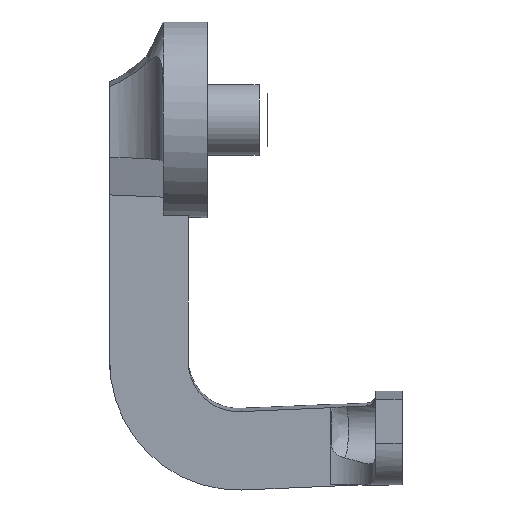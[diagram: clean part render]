
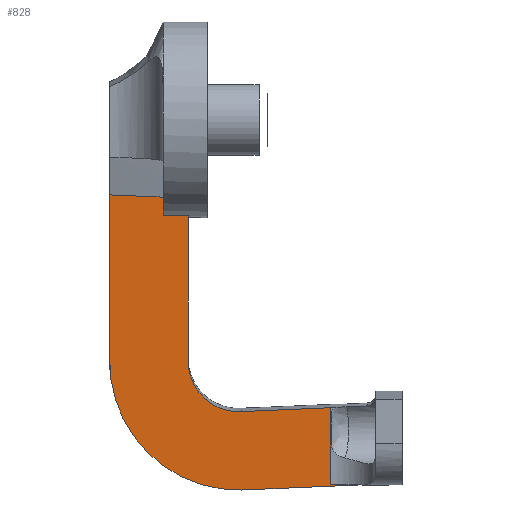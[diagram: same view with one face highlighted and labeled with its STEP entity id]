
A CAD part, top view. The second image highlights one B-rep face of the part: STEP entity #828.
In plain terms, the highlighted planar face has unit normal (0.004, -0.069, 0.998).
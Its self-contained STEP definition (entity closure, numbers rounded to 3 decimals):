
#35=(
BOUNDED_CURVE()
B_SPLINE_CURVE(2,(#1435,#1436,#1437),.UNSPECIFIED.,.F.,.F.)
B_SPLINE_CURVE_WITH_KNOTS((3,3),(0.217,0.5),
 .UNSPECIFIED.)
CURVE()
GEOMETRIC_REPRESENTATION_ITEM()
RATIONAL_B_SPLINE_CURVE((1.,1.,1.))
REPRESENTATION_ITEM('')
);
#74=FACE_OUTER_BOUND('',#120,.T.);
#120=EDGE_LOOP('',(#608,#609,#610,#611,#612,#613,#614,#615,#616,#617,#618));
#192=CIRCLE('',#899,14.519);
#193=CIRCLE('',#900,5.683);
#208=LINE('',#1155,#267);
#227=LINE('',#1442,#286);
#230=LINE('',#1448,#289);
#231=LINE('',#1450,#290);
#232=LINE('',#1454,#291);
#233=LINE('',#1456,#292);
#234=LINE('',#1458,#293);
#235=LINE('',#1460,#294);
#267=VECTOR('',#948,10.);
#286=VECTOR('',#1019,10.);
#289=VECTOR('',#1024,10.);
#290=VECTOR('',#1025,10.);
#291=VECTOR('',#1028,10.);
#292=VECTOR('',#1029,10.);
#293=VECTOR('',#1030,10.);
#294=VECTOR('',#1031,10.);
#326=VERTEX_POINT('',#1153);
#327=VERTEX_POINT('',#1154);
#351=VERTEX_POINT('',#1434);
#352=VERTEX_POINT('',#1441);
#354=VERTEX_POINT('',#1447);
#355=VERTEX_POINT('',#1449);
#356=VERTEX_POINT('',#1451);
#357=VERTEX_POINT('',#1453);
#358=VERTEX_POINT('',#1455);
#359=VERTEX_POINT('',#1457);
#360=VERTEX_POINT('',#1459);
#411=EDGE_CURVE('',#326,#327,#208,.T.);
#448=EDGE_CURVE('',#351,#326,#35,.T.);
#450=EDGE_CURVE('',#352,#351,#227,.T.);
#453=EDGE_CURVE('',#354,#327,#230,.T.);
#454=EDGE_CURVE('',#355,#354,#231,.T.);
#455=EDGE_CURVE('',#356,#355,#192,.T.);
#456=EDGE_CURVE('',#356,#357,#232,.T.);
#457=EDGE_CURVE('',#357,#358,#233,.T.);
#458=EDGE_CURVE('',#359,#358,#234,.T.);
#459=EDGE_CURVE('',#359,#360,#235,.T.);
#460=EDGE_CURVE('',#360,#352,#193,.T.);
#608=ORIENTED_EDGE('',*,*,#448,.T.);
#609=ORIENTED_EDGE('',*,*,#411,.T.);
#610=ORIENTED_EDGE('',*,*,#453,.F.);
#611=ORIENTED_EDGE('',*,*,#454,.F.);
#612=ORIENTED_EDGE('',*,*,#455,.F.);
#613=ORIENTED_EDGE('',*,*,#456,.T.);
#614=ORIENTED_EDGE('',*,*,#457,.T.);
#615=ORIENTED_EDGE('',*,*,#458,.F.);
#616=ORIENTED_EDGE('',*,*,#459,.T.);
#617=ORIENTED_EDGE('',*,*,#460,.T.);
#618=ORIENTED_EDGE('',*,*,#450,.T.);
#802=PLANE('',#898);
#828=ADVANCED_FACE('',(#74),#802,.T.);
#898=AXIS2_PLACEMENT_3D('',#1446,#1022,#1023);
#899=AXIS2_PLACEMENT_3D('',#1452,#1026,#1027);
#900=AXIS2_PLACEMENT_3D('',#1461,#1032,#1033);
#948=DIRECTION('',(0.,0.998,0.069));
#1019=DIRECTION('',(0.,0.998,0.069));
#1022=DIRECTION('center_axis',(0.004,-0.069,
0.998));
#1023=DIRECTION('ref_axis',(0.,0.998,0.069));
#1024=DIRECTION('',(0.999,-0.042,-0.007));
#1025=DIRECTION('',(0.,0.998,0.069));
#1026=DIRECTION('center_axis',(-0.004,0.069,
-0.998));
#1027=DIRECTION('ref_axis',(0.024,-0.997,-0.069));
#1028=DIRECTION('',(0.999,0.043,-0.001));
#1029=DIRECTION('',(-1.,0.,0.004));
#1030=DIRECTION('',(0.,-0.998,-0.069));
#1031=DIRECTION('',(-0.999,-0.043,0.001));
#1032=DIRECTION('center_axis',(-0.004,0.069,
-0.998));
#1033=DIRECTION('ref_axis',(0.062,-0.996,-0.069));
#1153=CARTESIAN_POINT('',(-49.85,-0.336,84.469));
#1154=CARTESIAN_POINT('',(-49.85,1.746,84.613));
#1155=CARTESIAN_POINT('',(-49.85,-10.151,83.789));
#1434=CARTESIAN_POINT('',(-47.02,-0.339,84.457));
#1435=CARTESIAN_POINT('Ctrl Pts',(-47.02,-0.339,
84.457));
#1436=CARTESIAN_POINT('Ctrl Pts',(-48.435,-0.337,
84.463));
#1437=CARTESIAN_POINT('Ctrl Pts',(-49.85,-0.336,
84.469));
#1441=CARTESIAN_POINT('',(-47.02,-16.822,83.316));
#1442=CARTESIAN_POINT('',(-47.02,-16.822,83.316));
#1446=CARTESIAN_POINT('Origin',(-25.95,-30.546,82.28));
#1447=CARTESIAN_POINT('',(-55.855,2.001,84.655));
#1448=CARTESIAN_POINT('',(-45.864,1.577,84.585));
#1449=CARTESIAN_POINT('',(-55.855,-16.447,83.378));
#1450=CARTESIAN_POINT('',(-55.855,-16.447,83.378));
#1451=CARTESIAN_POINT('',(-40.987,-31.192,82.297));
#1452=CARTESIAN_POINT('Origin',(-41.338,-16.712,83.301));
#1453=CARTESIAN_POINT('',(-25.95,-30.546,82.28));
#1454=CARTESIAN_POINT('',(-25.95,-30.546,82.28));
#1455=CARTESIAN_POINT('',(-30.97,-30.547,82.301));
#1456=CARTESIAN_POINT('',(-24.425,-30.545,82.274));
#1457=CARTESIAN_POINT('',(-30.97,-21.94,82.896));
#1458=CARTESIAN_POINT('',(-30.97,-28.053,82.473));
#1459=CARTESIAN_POINT('',(-40.987,-22.37,82.908));
#1460=CARTESIAN_POINT('',(-25.95,-21.724,82.891));
#1461=CARTESIAN_POINT('Origin',(-41.338,-16.712,83.301));
